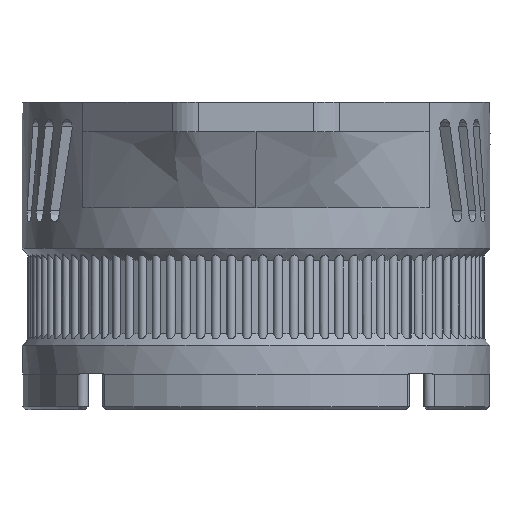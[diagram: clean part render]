
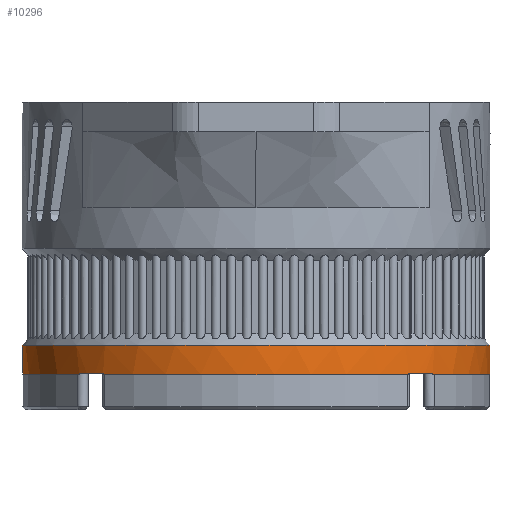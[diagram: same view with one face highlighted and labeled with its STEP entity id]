
A CAD part, left-side view. The second image highlights one B-rep face of the part: STEP entity #10296.
In plain terms, the highlighted cylindrical face has radius 39.95 mm (diameter 79.9 mm), a full revolution.
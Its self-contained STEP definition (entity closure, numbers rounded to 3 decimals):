
#767=CYLINDRICAL_SURFACE('',#11213,39.95);
#787=CIRCLE('',#10347,39.95);
#866=CIRCLE('',#10509,39.95);
#867=CIRCLE('',#10510,39.95);
#885=CIRCLE('',#10543,39.95);
#1026=CIRCLE('',#10865,39.95);
#1097=CIRCLE('',#11008,39.95);
#1142=CIRCLE('',#11084,39.95);
#1190=CIRCLE('',#11211,39.95);
#1191=CIRCLE('',#11214,39.95);
#1192=CIRCLE('',#11215,39.95);
#1862=FACE_OUTER_BOUND('',#2441,.T.);
#2441=EDGE_LOOP('',(#9364,#9365,#9366,#9367,#9368,#9369,#9370,#9371,#9372,
#9373,#9374,#9375,#9376,#9377,#9378,#9379,#9380,#9381,#9382,#9383));
#2468=LINE('',#13798,#3162);
#2483=LINE('',#13882,#3177);
#2576=LINE('',#15354,#3270);
#2586=LINE('',#15397,#3280);
#3003=LINE('',#21734,#3697);
#3010=LINE('',#21759,#3704);
#3037=LINE('',#22550,#3731);
#3053=LINE('',#22634,#3747);
#3142=LINE('',#23652,#3836);
#3162=VECTOR('',#11267,10.);
#3177=VECTOR('',#11352,10.);
#3270=VECTOR('',#11707,10.);
#3280=VECTOR('',#11739,10.);
#3697=VECTOR('',#13120,10.);
#3704=VECTOR('',#13147,10.);
#3731=VECTOR('',#13310,10.);
#3747=VECTOR('',#13392,10.);
#3836=VECTOR('',#13711,39.95);
#3862=VERTEX_POINT('',#13795);
#3863=VERTEX_POINT('',#13797);
#3876=VERTEX_POINT('',#13842);
#3881=VERTEX_POINT('',#13880);
#4033=VERTEX_POINT('',#15351);
#4034=VERTEX_POINT('',#15353);
#4047=VERTEX_POINT('',#15394);
#4048=VERTEX_POINT('',#15396);
#4049=VERTEX_POINT('',#15400);
#4552=VERTEX_POINT('',#20288);
#4675=VERTEX_POINT('',#21731);
#4676=VERTEX_POINT('',#21733);
#4684=VERTEX_POINT('',#21757);
#4763=VERTEX_POINT('',#22547);
#4764=VERTEX_POINT('',#22549);
#4778=VERTEX_POINT('',#22596);
#4783=VERTEX_POINT('',#22633);
#4880=VERTEX_POINT('',#23651);
#4908=EDGE_CURVE('',#3862,#3863,#2468,.T.);
#4929=EDGE_CURVE('',#3862,#3876,#787,.T.);
#4946=EDGE_CURVE('',#3876,#3881,#2483,.T.);
#5161=EDGE_CURVE('',#4033,#4034,#2576,.T.);
#5179=EDGE_CURVE('',#4048,#4047,#2586,.T.);
#5181=EDGE_CURVE('',#4049,#4048,#866,.T.);
#5182=EDGE_CURVE('',#4033,#4049,#867,.T.);
#5219=EDGE_CURVE('',#4047,#3863,#885,.F.);
#5933=EDGE_CURVE('',#3881,#4552,#1026,.F.);
#6119=EDGE_CURVE('',#4676,#4675,#3003,.T.);
#6132=EDGE_CURVE('',#4684,#4552,#3010,.T.);
#6140=EDGE_CURVE('',#4684,#4676,#1097,.T.);
#6242=EDGE_CURVE('',#4764,#4763,#3037,.T.);
#6264=EDGE_CURVE('',#4764,#4778,#1142,.T.);
#6279=EDGE_CURVE('',#4778,#4783,#3053,.T.);
#6446=EDGE_CURVE('',#4034,#4763,#1190,.F.);
#6453=EDGE_CURVE('',#4783,#4675,#1191,.F.);
#6454=EDGE_CURVE('',#4049,#4880,#3142,.T.);
#6455=EDGE_CURVE('',#4880,#4880,#1192,.T.);
#9364=ORIENTED_EDGE('',*,*,#5219,.T.);
#9365=ORIENTED_EDGE('',*,*,#4908,.F.);
#9366=ORIENTED_EDGE('',*,*,#4929,.T.);
#9367=ORIENTED_EDGE('',*,*,#4946,.T.);
#9368=ORIENTED_EDGE('',*,*,#5933,.T.);
#9369=ORIENTED_EDGE('',*,*,#6132,.F.);
#9370=ORIENTED_EDGE('',*,*,#6140,.T.);
#9371=ORIENTED_EDGE('',*,*,#6119,.T.);
#9372=ORIENTED_EDGE('',*,*,#6453,.F.);
#9373=ORIENTED_EDGE('',*,*,#6279,.F.);
#9374=ORIENTED_EDGE('',*,*,#6264,.F.);
#9375=ORIENTED_EDGE('',*,*,#6242,.T.);
#9376=ORIENTED_EDGE('',*,*,#6446,.F.);
#9377=ORIENTED_EDGE('',*,*,#5161,.F.);
#9378=ORIENTED_EDGE('',*,*,#5182,.T.);
#9379=ORIENTED_EDGE('',*,*,#6454,.T.);
#9380=ORIENTED_EDGE('',*,*,#6455,.F.);
#9381=ORIENTED_EDGE('',*,*,#6454,.F.);
#9382=ORIENTED_EDGE('',*,*,#5181,.T.);
#9383=ORIENTED_EDGE('',*,*,#5179,.T.);
#10296=ADVANCED_FACE('',(#1862),#767,.T.);
#10347=AXIS2_PLACEMENT_3D('',#13844,#11309,#11310);
#10509=AXIS2_PLACEMENT_3D('',#15401,#11744,#11745);
#10510=AXIS2_PLACEMENT_3D('',#15402,#11746,#11747);
#10543=AXIS2_PLACEMENT_3D('',#15502,#11828,#11829);
#10865=AXIS2_PLACEMENT_3D('',#20290,#12805,#12806);
#11008=AXIS2_PLACEMENT_3D('',#21776,#13169,#13170);
#11084=AXIS2_PLACEMENT_3D('',#22598,#13353,#13354);
#11211=AXIS2_PLACEMENT_3D('',#23608,#13703,#13704);
#11213=AXIS2_PLACEMENT_3D('',#23649,#13707,#13708);
#11214=AXIS2_PLACEMENT_3D('',#23650,#13709,#13710);
#11215=AXIS2_PLACEMENT_3D('',#23653,#13712,#13713);
#11267=DIRECTION('',(0.,0.,1.));
#11309=DIRECTION('center_axis',(0.,0.,1.));
#11310=DIRECTION('ref_axis',(-0.005,1.,0.));
#11352=DIRECTION('',(0.,0.,1.));
#11707=DIRECTION('',(0.,0.,1.));
#11739=DIRECTION('',(0.,0.,1.));
#11744=DIRECTION('center_axis',(0.,0.,1.));
#11745=DIRECTION('ref_axis',(-0.005,1.,0.));
#11746=DIRECTION('center_axis',(0.,0.,1.));
#11747=DIRECTION('ref_axis',(-0.005,1.,0.));
#11828=DIRECTION('center_axis',(0.,0.,-1.));
#11829=DIRECTION('ref_axis',(-0.005,1.,0.));
#12805=DIRECTION('center_axis',(0.,0.,-1.));
#12806=DIRECTION('ref_axis',(-0.005,1.,0.));
#13120=DIRECTION('',(0.,0.,1.));
#13147=DIRECTION('',(0.,0.,1.));
#13169=DIRECTION('center_axis',(0.,0.,1.));
#13170=DIRECTION('ref_axis',(-0.005,1.,0.));
#13310=DIRECTION('',(0.,0.,1.));
#13353=DIRECTION('center_axis',(0.,0.,
-1.));
#13354=DIRECTION('ref_axis',(0.005,1.,0.));
#13392=DIRECTION('',(0.,0.,1.));
#13703=DIRECTION('center_axis',(0.,0.,
1.));
#13704=DIRECTION('ref_axis',(0.005,1.,0.));
#13707=DIRECTION('center_axis',(0.,0.,
1.));
#13708=DIRECTION('ref_axis',(0.005,1.,0.));
#13709=DIRECTION('center_axis',(0.,0.,
1.));
#13710=DIRECTION('ref_axis',(0.005,1.,0.));
#13711=DIRECTION('',(0.,0.,1.));
#13712=DIRECTION('center_axis',(0.,0.,
1.));
#13713=DIRECTION('ref_axis',(-0.005,1.,0.));
#13795=CARTESIAN_POINT('',(-21.495,20.85,27.703));
#13797=CARTESIAN_POINT('',(-21.495,20.85,27.903));
#13798=CARTESIAN_POINT('',(-21.495,20.85,27.703));
#13842=CARTESIAN_POINT('',(-21.495,73.114,27.703));
#13844=CARTESIAN_POINT('Origin',(-51.713,46.982,27.703));
#13880=CARTESIAN_POINT('',(-21.495,73.114,27.903));
#13882=CARTESIAN_POINT('',(-21.495,73.114,31.403));
#15351=CARTESIAN_POINT('',(-77.845,16.764,27.703));
#15353=CARTESIAN_POINT('',(-77.845,16.764,27.903));
#15354=CARTESIAN_POINT('',(-77.845,16.764,27.703));
#15394=CARTESIAN_POINT('',(-25.581,16.764,27.903));
#15396=CARTESIAN_POINT('',(-25.581,16.764,27.703));
#15397=CARTESIAN_POINT('',(-25.581,16.764,31.403));
#15400=CARTESIAN_POINT('',(-51.921,7.033,27.703));
#15401=CARTESIAN_POINT('Origin',(-51.713,46.982,27.703));
#15402=CARTESIAN_POINT('Origin',(-51.713,46.982,27.703));
#15502=CARTESIAN_POINT('Origin',(-51.713,46.982,27.903));
#20288=CARTESIAN_POINT('',(-25.581,77.2,27.903));
#20290=CARTESIAN_POINT('Origin',(-51.713,46.982,27.903));
#21731=CARTESIAN_POINT('',(-77.845,77.2,27.903));
#21733=CARTESIAN_POINT('',(-77.845,77.2,27.703));
#21734=CARTESIAN_POINT('',(-77.845,77.2,31.403));
#21757=CARTESIAN_POINT('',(-25.581,77.2,27.703));
#21759=CARTESIAN_POINT('',(-25.581,77.2,27.703));
#21776=CARTESIAN_POINT('Origin',(-51.713,46.982,27.703));
#22547=CARTESIAN_POINT('',(-81.931,20.85,27.903));
#22549=CARTESIAN_POINT('',(-81.931,20.85,27.703));
#22550=CARTESIAN_POINT('',(-81.931,20.85,27.703));
#22596=CARTESIAN_POINT('',(-81.931,73.114,27.703));
#22598=CARTESIAN_POINT('Origin',(-51.713,46.982,27.703));
#22633=CARTESIAN_POINT('',(-81.931,73.114,27.903));
#22634=CARTESIAN_POINT('',(-81.931,73.114,31.403));
#23608=CARTESIAN_POINT('Origin',(-51.713,46.982,27.903));
#23649=CARTESIAN_POINT('Origin',(-51.713,46.982,31.403));
#23650=CARTESIAN_POINT('Origin',(-51.713,46.982,27.903));
#23651=CARTESIAN_POINT('',(-51.921,7.033,32.703));
#23652=CARTESIAN_POINT('',(-51.921,7.033,31.403));
#23653=CARTESIAN_POINT('Origin',(-51.713,46.982,32.703));
